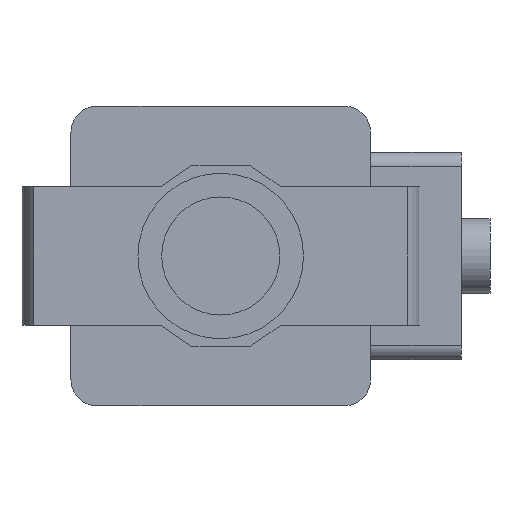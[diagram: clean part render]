
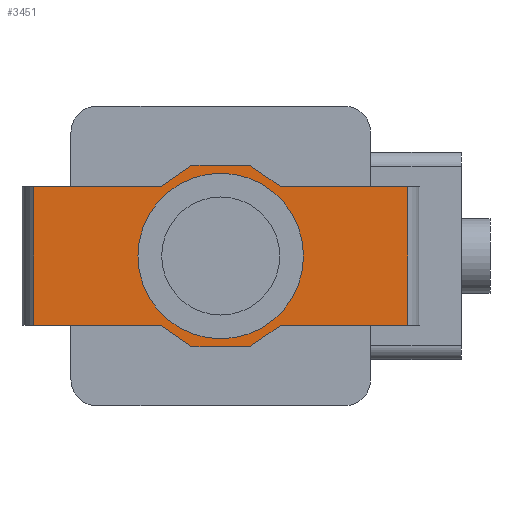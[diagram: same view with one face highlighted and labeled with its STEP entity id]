
A CAD part, front view. The second image highlights one B-rep face of the part: STEP entity #3451.
In plain terms, the highlighted planar face has unit normal (0, -1, 0).
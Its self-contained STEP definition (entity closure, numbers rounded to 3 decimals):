
#190 = CARTESIAN_POINT ( 'NONE',  ( -1.75, -139., -24. ) ) ;
#192 = CARTESIAN_POINT ( 'NONE',  ( -45.75, -139., 24. ) ) ;
#328 = EDGE_CURVE ( 'NONE', #2178, #2499, #1205, .T. ) ;
#358 = CARTESIAN_POINT ( 'NONE',  ( 40.25, -139., -24. ) ) ;
#371 = CARTESIAN_POINT ( 'NONE',  ( 9.25, -139., -31.5 ) ) ;
#373 = CARTESIAN_POINT ( 'NONE',  ( 9.25, -139., 31.5 ) ) ;
#392 = CARTESIAN_POINT ( 'NONE',  ( 19.25, -139., 0. ) ) ;
#407 = DIRECTION ( 'NONE',  ( -0.826, 0., 0.563 ) ) ;
#445 = EDGE_LOOP ( 'NONE', ( #2614, #1253 ) ) ;
#453 = VERTEX_POINT ( 'NONE', #2482 ) ;
#526 = LINE ( 'NONE', #2140, #661 ) ;
#541 = DIRECTION ( 'NONE',  ( 0., -1., 0. ) ) ;
#561 = CARTESIAN_POINT ( 'NONE',  ( -45.75, -139., 24. ) ) ;
#569 = CARTESIAN_POINT ( 'NONE',  ( 19.25, -139., -28.75 ) ) ;
#620 = CIRCLE ( 'NONE', #3453, 28.75 ) ;
#637 = ORIENTED_EDGE ( 'NONE', *, *, #3203, .F. ) ;
#661 = VECTOR ( 'NONE', #2983, 1000. ) ;
#758 = VERTEX_POINT ( 'NONE', #1463 ) ;
#774 = VECTOR ( 'NONE', #2345, 1000. ) ;
#788 = DIRECTION ( 'NONE',  ( 1., 0., 0. ) ) ;
#797 = VERTEX_POINT ( 'NONE', #2968 ) ;
#827 = DIRECTION ( 'NONE',  ( -1., 0., 0. ) ) ;
#842 = AXIS2_PLACEMENT_3D ( 'NONE', #3028, #1753, #3906 ) ;
#851 = CARTESIAN_POINT ( 'NONE',  ( -45.75, -139., 24. ) ) ;
#941 = DIRECTION ( 'NONE',  ( -0.826, 0., -0.563 ) ) ;
#1005 = DIRECTION ( 'NONE',  ( 0., -1., 0. ) ) ;
#1080 = VECTOR ( 'NONE', #1151, 1000. ) ;
#1087 = DIRECTION ( 'NONE',  ( 0.826, 0., 0.563 ) ) ;
#1151 = DIRECTION ( 'NONE',  ( 1., 0., 0. ) ) ;
#1174 = LINE ( 'NONE', #3359, #1080 ) ;
#1196 = ORIENTED_EDGE ( 'NONE', *, *, #1901, .F. ) ;
#1205 = LINE ( 'NONE', #3572, #3402 ) ;
#1226 = ORIENTED_EDGE ( 'NONE', *, *, #1904, .F. ) ;
#1253 = ORIENTED_EDGE ( 'NONE', *, *, #2525, .F. ) ;
#1311 = DIRECTION ( 'NONE',  ( 0., 0., -1. ) ) ;
#1353 = ORIENTED_EDGE ( 'NONE', *, *, #3169, .F. ) ;
#1458 = LINE ( 'NONE', #851, #2829 ) ;
#1461 = LINE ( 'NONE', #3042, #3742 ) ;
#1463 = CARTESIAN_POINT ( 'NONE',  ( 40.25, -139., 24. ) ) ;
#1465 = EDGE_CURVE ( 'NONE', #2800, #1961, #3542, .T. ) ;
#1474 = EDGE_CURVE ( 'NONE', #2874, #3762, #1458, .T. ) ;
#1495 = EDGE_CURVE ( 'NONE', #1961, #2874, #2138, .T. ) ;
#1499 = DIRECTION ( 'NONE',  ( 0., 0., -1. ) ) ;
#1753 = DIRECTION ( 'NONE',  ( 0., -1., 0. ) ) ;
#1862 = VECTOR ( 'NONE', #1087, 1000. ) ;
#1901 = EDGE_CURVE ( 'NONE', #453, #758, #526, .T. ) ;
#1904 = EDGE_CURVE ( 'NONE', #2847, #2115, #1461, .T. ) ;
#1912 = DIRECTION ( 'NONE',  ( 1., 0., 0. ) ) ;
#1918 = CIRCLE ( 'NONE', #2295, 28.75 ) ;
#1928 = ORIENTED_EDGE ( 'NONE', *, *, #1465, .F. ) ;
#1929 = CARTESIAN_POINT ( 'NONE',  ( 29.25, -139., -31.5 ) ) ;
#1961 = VERTEX_POINT ( 'NONE', #2381 ) ;
#2030 = LINE ( 'NONE', #2864, #2765 ) ;
#2115 = VERTEX_POINT ( 'NONE', #358 ) ;
#2138 = LINE ( 'NONE', #561, #2252 ) ;
#2140 = CARTESIAN_POINT ( 'NONE',  ( 29.25, -139., 31.5 ) ) ;
#2154 = DIRECTION ( 'NONE',  ( 0., 0., 1. ) ) ;
#2178 = VERTEX_POINT ( 'NONE', #2611 ) ;
#2252 = VECTOR ( 'NONE', #2154, 1000. ) ;
#2295 = AXIS2_PLACEMENT_3D ( 'NONE', #392, #1005, #1311 ) ;
#2334 = ORIENTED_EDGE ( 'NONE', *, *, #1474, .F. ) ;
#2345 = DIRECTION ( 'NONE',  ( 0., 0., -1. ) ) ;
#2363 = EDGE_CURVE ( 'NONE', #3668, #453, #1174, .T. ) ;
#2381 = CARTESIAN_POINT ( 'NONE',  ( -45.75, -139., -24. ) ) ;
#2389 = FACE_OUTER_BOUND ( 'NONE', #3354, .T. ) ;
#2392 = CARTESIAN_POINT ( 'NONE',  ( 84.25, -139., -24. ) ) ;
#2423 = LINE ( 'NONE', #3311, #774 ) ;
#2434 = ORIENTED_EDGE ( 'NONE', *, *, #2363, .F. ) ;
#2438 = EDGE_CURVE ( 'NONE', #797, #3491, #620, .T. ) ;
#2482 = CARTESIAN_POINT ( 'NONE',  ( 29.25, -139., 31.5 ) ) ;
#2499 = VERTEX_POINT ( 'NONE', #371 ) ;
#2525 = EDGE_CURVE ( 'NONE', #3491, #797, #1918, .T. ) ;
#2611 = CARTESIAN_POINT ( 'NONE',  ( 29.25, -139., -31.5 ) ) ;
#2614 = ORIENTED_EDGE ( 'NONE', *, *, #2438, .F. ) ;
#2652 = ORIENTED_EDGE ( 'NONE', *, *, #3370, .F. ) ;
#2693 = ORIENTED_EDGE ( 'NONE', *, *, #2903, .F. ) ;
#2724 = PLANE ( 'NONE',  #842 ) ;
#2765 = VECTOR ( 'NONE', #407, 1000. ) ;
#2795 = CARTESIAN_POINT ( 'NONE',  ( 40.25, -139., 24. ) ) ;
#2800 = VERTEX_POINT ( 'NONE', #190 ) ;
#2811 = VERTEX_POINT ( 'NONE', #3353 ) ;
#2829 = VECTOR ( 'NONE', #788, 1000. ) ;
#2847 = VERTEX_POINT ( 'NONE', #2392 ) ;
#2864 = CARTESIAN_POINT ( 'NONE',  ( 9.25, -139., -31.5 ) ) ;
#2874 = VERTEX_POINT ( 'NONE', #192 ) ;
#2903 = EDGE_CURVE ( 'NONE', #3762, #3668, #3832, .T. ) ;
#2968 = CARTESIAN_POINT ( 'NONE',  ( 19.25, -139., 28.75 ) ) ;
#2983 = DIRECTION ( 'NONE',  ( 0.826, 0., -0.563 ) ) ;
#3006 = DIRECTION ( 'NONE',  ( -1., 0., 0. ) ) ;
#3012 = CARTESIAN_POINT ( 'NONE',  ( 19.25, -139., 0. ) ) ;
#3028 = CARTESIAN_POINT ( 'NONE',  ( -45.75, -139., -31.5 ) ) ;
#3042 = CARTESIAN_POINT ( 'NONE',  ( 40.25, -139., -24. ) ) ;
#3047 = FACE_BOUND ( 'NONE', #445, .T. ) ;
#3095 = LINE ( 'NONE', #2795, #3904 ) ;
#3169 = EDGE_CURVE ( 'NONE', #758, #2811, #3095, .T. ) ;
#3203 = EDGE_CURVE ( 'NONE', #2115, #2178, #3414, .T. ) ;
#3306 = DIRECTION ( 'NONE',  ( -1., 0., 0. ) ) ;
#3311 = CARTESIAN_POINT ( 'NONE',  ( 84.25, -139., 24. ) ) ;
#3352 = ORIENTED_EDGE ( 'NONE', *, *, #1495, .F. ) ;
#3353 = CARTESIAN_POINT ( 'NONE',  ( 84.25, -139., 24. ) ) ;
#3354 = EDGE_LOOP ( 'NONE', ( #3352, #1928, #2652, #3652, #637, #1226, #3445, #1353, #1196, #2434, #2693, #2334 ) ) ;
#3359 = CARTESIAN_POINT ( 'NONE',  ( 9.25, -139., 31.5 ) ) ;
#3370 = EDGE_CURVE ( 'NONE', #2499, #2800, #2030, .T. ) ;
#3402 = VECTOR ( 'NONE', #3006, 1000. ) ;
#3414 = LINE ( 'NONE', #1929, #3604 ) ;
#3445 = ORIENTED_EDGE ( 'NONE', *, *, #3489, .F. ) ;
#3451 = ADVANCED_FACE ( 'NONE', ( #2389, #3047 ), #2724, .T. ) ;
#3453 = AXIS2_PLACEMENT_3D ( 'NONE', #3012, #541, #1499 ) ;
#3489 = EDGE_CURVE ( 'NONE', #2811, #2847, #2423, .T. ) ;
#3491 = VERTEX_POINT ( 'NONE', #569 ) ;
#3501 = CARTESIAN_POINT ( 'NONE',  ( 9.25, -139., 31.5 ) ) ;
#3542 = LINE ( 'NONE', #3877, #3664 ) ;
#3572 = CARTESIAN_POINT ( 'NONE',  ( 9.25, -139., -31.5 ) ) ;
#3604 = VECTOR ( 'NONE', #941, 1000. ) ;
#3652 = ORIENTED_EDGE ( 'NONE', *, *, #328, .F. ) ;
#3664 = VECTOR ( 'NONE', #827, 1000. ) ;
#3668 = VERTEX_POINT ( 'NONE', #373 ) ;
#3719 = CARTESIAN_POINT ( 'NONE',  ( -1.75, -139., 24. ) ) ;
#3742 = VECTOR ( 'NONE', #3306, 1000. ) ;
#3762 = VERTEX_POINT ( 'NONE', #3719 ) ;
#3832 = LINE ( 'NONE', #3501, #1862 ) ;
#3877 = CARTESIAN_POINT ( 'NONE',  ( -45.75, -139., -24. ) ) ;
#3904 = VECTOR ( 'NONE', #1912, 1000. ) ;
#3906 = DIRECTION ( 'NONE',  ( 0., 0., -1. ) ) ;
